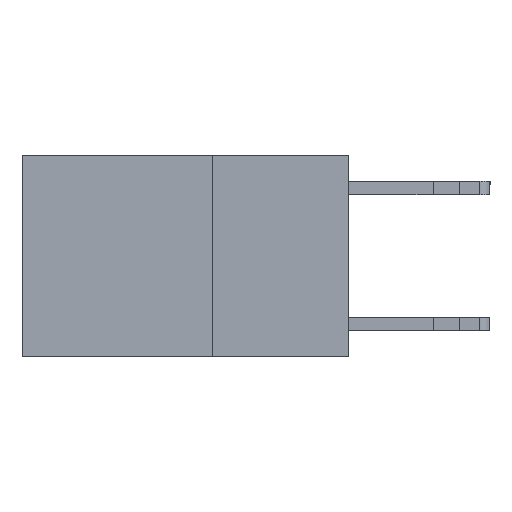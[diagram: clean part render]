
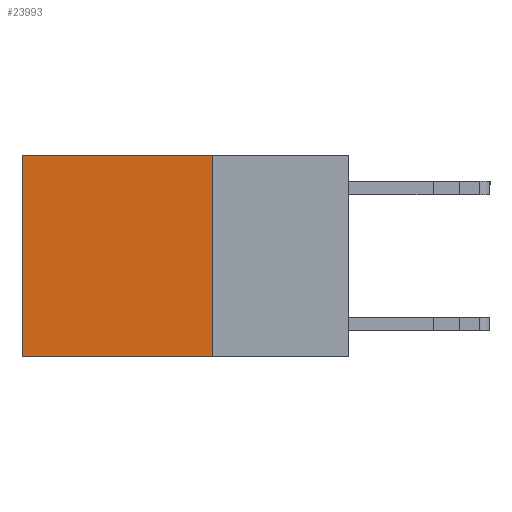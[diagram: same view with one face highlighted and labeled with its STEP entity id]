
A CAD part, left-side view. The second image highlights one B-rep face of the part: STEP entity #23993.
In plain terms, the highlighted planar face has unit normal (-1, 0, 0).
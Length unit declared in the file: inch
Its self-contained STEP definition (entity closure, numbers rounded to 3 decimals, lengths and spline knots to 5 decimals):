
#775 = DIRECTION ( 'NONE',  ( 0., 0., -1. ) ) ;
#2520 = EDGE_CURVE ( 'NONE', #23955, #16826, #14144, .T. ) ;
#4332 = EDGE_CURVE ( 'NONE', #16826, #10827, #21448, .T. ) ;
#4491 = EDGE_LOOP ( 'NONE', ( #8690, #10972, #22036, #9300 ) ) ;
#5461 = CARTESIAN_POINT ( 'NONE',  ( 0.2625, 0.6, 0. ) ) ;
#5570 = CARTESIAN_POINT ( 'NONE',  ( 0.2625, 0.6, 0. ) ) ;
#5957 = DIRECTION ( 'NONE',  ( 0., 1., 0. ) ) ;
#7050 = PLANE ( 'NONE',  #15379 ) ;
#8385 = LINE ( 'NONE', #10259, #15153 ) ;
#8690 = ORIENTED_EDGE ( 'NONE', *, *, #4332, .T. ) ;
#9300 = ORIENTED_EDGE ( 'NONE', *, *, #2520, .T. ) ;
#10259 = CARTESIAN_POINT ( 'NONE',  ( 0.2625, 0.25, 0. ) ) ;
#10295 = CARTESIAN_POINT ( 'NONE',  ( 0.2625, 0.6, -0.37 ) ) ;
#10827 = VERTEX_POINT ( 'NONE', #10295 ) ;
#10972 = ORIENTED_EDGE ( 'NONE', *, *, #14362, .F. ) ;
#12612 = VERTEX_POINT ( 'NONE', #18263 ) ;
#13179 = CARTESIAN_POINT ( 'NONE',  ( 0.2625, 0.25, 0. ) ) ;
#13880 = CARTESIAN_POINT ( 'NONE',  ( 0.2625, 0.25, 0. ) ) ;
#14144 = LINE ( 'NONE', #13880, #19506 ) ;
#14214 = VECTOR ( 'NONE', #5957, 39.37008 ) ;
#14362 = EDGE_CURVE ( 'NONE', #12612, #10827, #15956, .T. ) ;
#14907 = CARTESIAN_POINT ( 'NONE',  ( 0.2625, 0.25, 0. ) ) ;
#15153 = VECTOR ( 'NONE', #22369, 39.37008 ) ;
#15379 = AXIS2_PLACEMENT_3D ( 'NONE', #13179, #15422, #775 ) ;
#15422 = DIRECTION ( 'NONE',  ( 1., 0., 0. ) ) ;
#15956 = LINE ( 'NONE', #22209, #14214 ) ;
#16826 = VERTEX_POINT ( 'NONE', #5570 ) ;
#16946 = EDGE_CURVE ( 'NONE', #23955, #12612, #8385, .T. ) ;
#17469 = DIRECTION ( 'NONE',  ( 0., 0., -1. ) ) ;
#18020 = DIRECTION ( 'NONE',  ( 0., 1., 0. ) ) ;
#18263 = CARTESIAN_POINT ( 'NONE',  ( 0.2625, 0.25, -0.37 ) ) ;
#18267 = VECTOR ( 'NONE', #17469, 39.37008 ) ;
#19058 = FACE_OUTER_BOUND ( 'NONE', #4491, .T. ) ;
#19506 = VECTOR ( 'NONE', #18020, 39.37008 ) ;
#21448 = LINE ( 'NONE', #5461, #18267 ) ;
#22036 = ORIENTED_EDGE ( 'NONE', *, *, #16946, .F. ) ;
#22209 = CARTESIAN_POINT ( 'NONE',  ( 0.2625, 0.25, -0.37 ) ) ;
#22369 = DIRECTION ( 'NONE',  ( 0., 0., -1. ) ) ;
#23955 = VERTEX_POINT ( 'NONE', #14907 ) ;
#23993 = ADVANCED_FACE ( 'NONE', ( #19058 ), #7050, .F. ) ;
